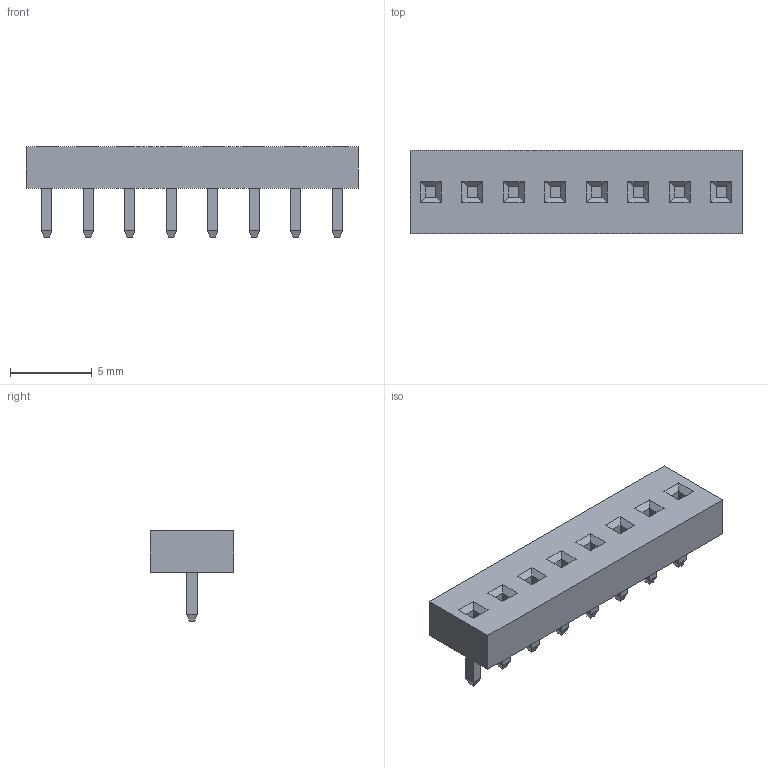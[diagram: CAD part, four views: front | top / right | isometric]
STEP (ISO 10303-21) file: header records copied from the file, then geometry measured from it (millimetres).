
FILE_DESCRIPTION(/* description */ (''),/* implementation_level */ '2;1');
FILE_NAME(/* name */ 'header_straight_socket_1543888572516.stp',/* time_stamp */ '2018-12-04T01:56:17+00:00',/* author */ (''),/* organization */ (''),/* preprocessor_version */ 'ST-DEVELOPER v17.2',/* originating_system */ 'ASM',/* authorisation */ '');
FILE_SCHEMA (('AUTOMOTIVE_DESIGN { 1 0 10303 214 3 1 1 }'));
Length unit declared in the file: millimetre
Products named in the file (1): header_straight_socket_1543888572516
Bounding box: 20.32 x 5.08 x 5.54 mm (x, y, z)
Volume: 265.9 mm3; surface area: 416.3 mm2
Topology: 1 solids, 1 shells, 150 faces, 332 edges, 200 vertices
Faces by surface type: plane 150
Entity records: 4146 total; most frequent: CARTESIAN_POINT 683, ORIENTED_EDGE 664, DIRECTION 634, LINE 332, VECTOR 332, EDGE_CURVE 332, VERTEX_POINT 200, EDGE_LOOP 166
